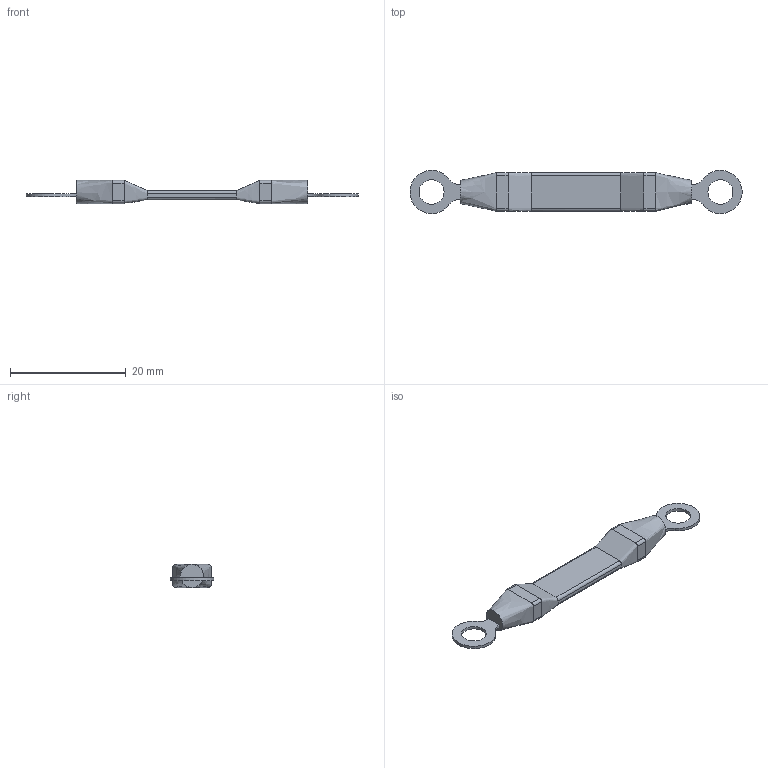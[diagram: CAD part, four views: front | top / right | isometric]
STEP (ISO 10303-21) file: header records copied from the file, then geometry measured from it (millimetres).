
FILE_DESCRIPTION( ( 'Unknown' ), '1' );
FILE_NAME( '74273711.stp', 'Unknown', ( 'Unknown' ), ( 'Unknown' ), 'XStep 1.0', 'Unknown', ' ' );
FILE_SCHEMA( ( 'automotive_design' ) );
Length unit declared in the file: millimetre
Products named in the file (1): 1
Bounding box: 57.47 x 7.48 x 4 mm (x, y, z)
Volume: 687.8 mm3; surface area: 877.2 mm2
Topology: 1 solids, 1 shells, 44 faces, 136 edges, 96 vertices
Faces by surface type: cylinder 22, plane 18, bspline 4
Full cylindrical faces by diameter (mm): 4.3 x2
Entity records: 2370 total; most frequent: CARTESIAN_POINT 939, ORIENTED_EDGE 260, DIRECTION 150, EDGE_CURVE 130, VERTEX_POINT 96, B_SPLINE_CURVE_WITH_KNOTS 78, AXIS2_PLACEMENT_3D 57, EDGE_LOOP 56
